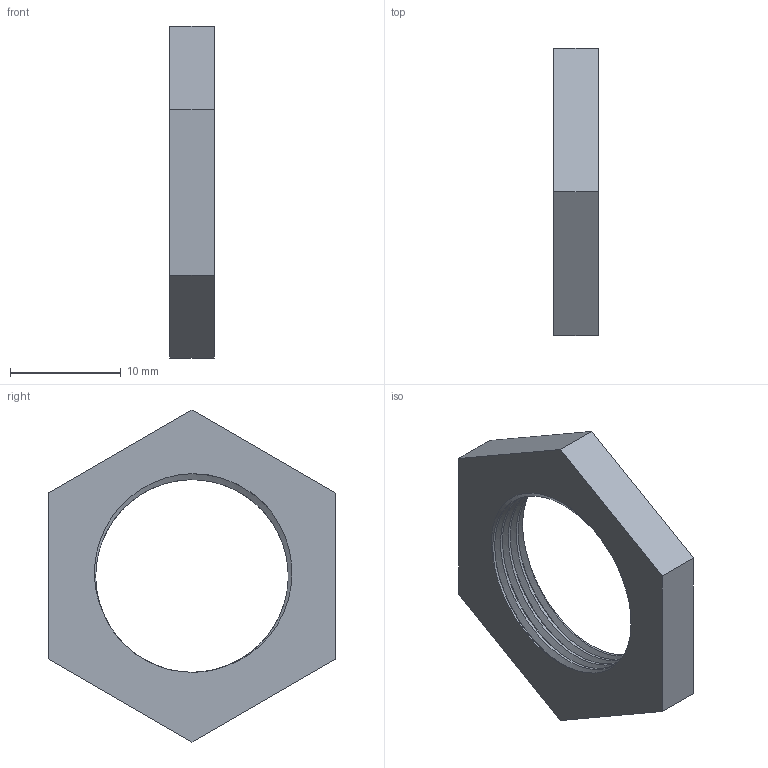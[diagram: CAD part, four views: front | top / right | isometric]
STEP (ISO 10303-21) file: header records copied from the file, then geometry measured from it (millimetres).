
FILE_DESCRIPTION (( 'STEP AP203' ), '1' );
FILE_NAME ('Ecrou 2.STEP', '2023-03-15T17:44:56', ( '' ), ( '' ), 'SwSTEP 2.0', 'SolidWorks 2020', '' );
FILE_SCHEMA (( 'CONFIG_CONTROL_DESIGN' ));
Length unit declared in the file: millimetre
Products named in the file (1): Ecrou 2
Bounding box: 4 x 26 x 30.02 mm (x, y, z)
Volume: 1335.6 mm3; surface area: 1394 mm2
Topology: 1 solids, 1 shells, 20 faces, 53 edges, 35 vertices
Faces by surface type: cylinder 9, plane 8, bspline 3
Entity records: 2274 total; most frequent: CARTESIAN_POINT 1772, ORIENTED_EDGE 106, DIRECTION 66, EDGE_CURVE 53, VERTEX_POINT 35, VECTOR 26, LINE 26, EDGE_LOOP 22
